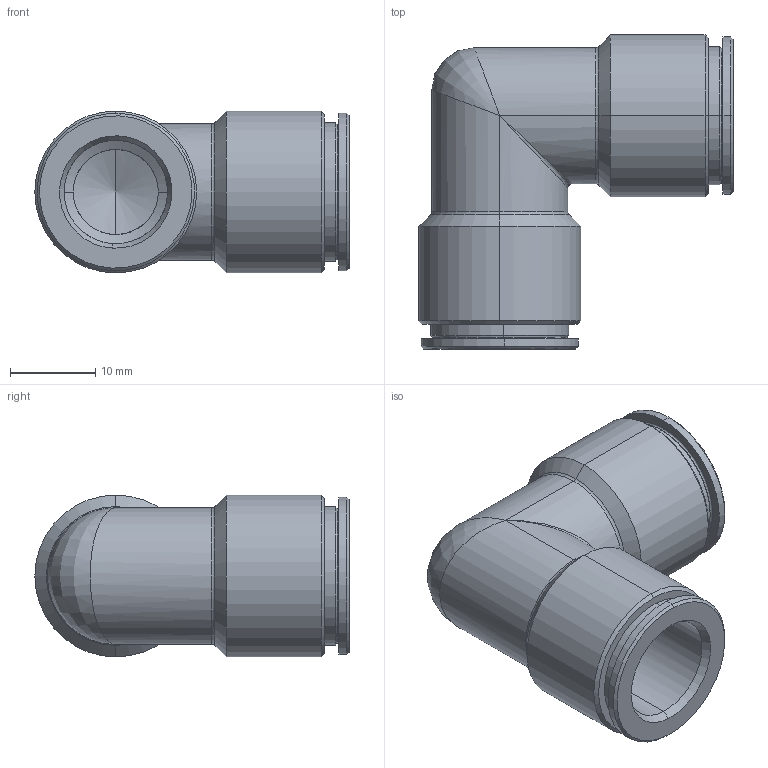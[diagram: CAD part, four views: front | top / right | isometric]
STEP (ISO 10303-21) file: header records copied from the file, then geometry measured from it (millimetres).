
FILE_DESCRIPTION (( 'STEP AP203' ), '1' );
FILE_NAME ('X0180060.STEP', '2010-10-26T15:00:25', ( '' ), ( 'sopra-pneumatic' ), 'SwSTEP 2.0', 'SolidWorks 2009', '' );
FILE_SCHEMA (( 'CONFIG_CONTROL_DESIGN' ));
Length unit declared in the file: millimetre
Products named in the file (1): X0180060
Bounding box: 36.9 x 36.9 x 19 mm (x, y, z)
Volume: 7133.3 mm3; surface area: 5680.8 mm2
Topology: 1 solids, 1 shells, 74 faces, 161 edges, 85 vertices
Faces by surface type: cylinder 30, cone 24, torus 12, plane 6, bspline 2
Entity records: 2826 total; most frequent: CARTESIAN_POINT 1156, DIRECTION 380, ORIENTED_EDGE 306, AXIS2_PLACEMENT_3D 165, EDGE_CURVE 153, CIRCLE 92, VERTEX_POINT 85, EDGE_LOOP 80
